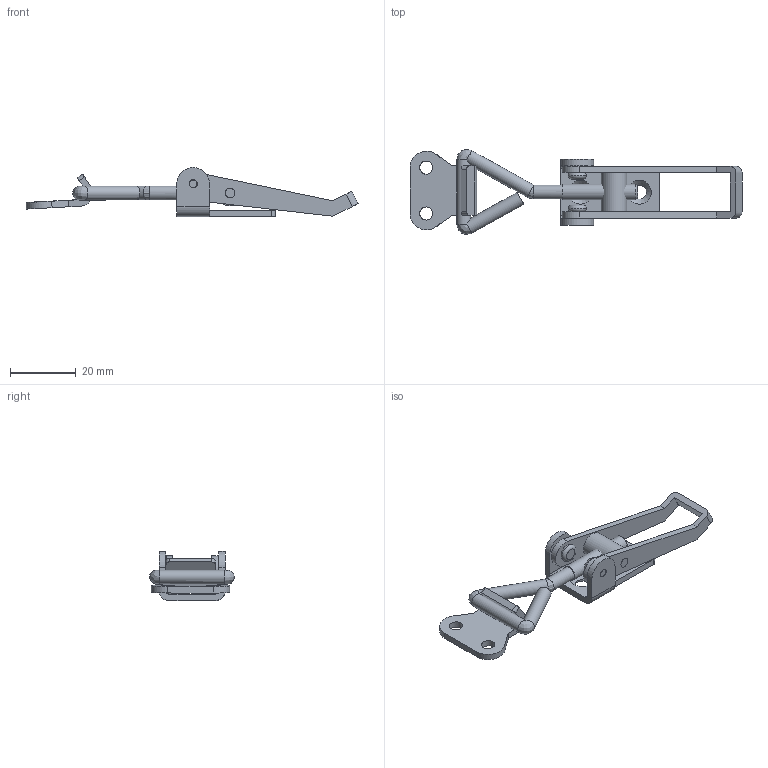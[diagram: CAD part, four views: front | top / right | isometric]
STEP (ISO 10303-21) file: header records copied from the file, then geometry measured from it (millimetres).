
FILE_DESCRIPTION(('STEP AP203'),'1');
FILE_NAME('340.00.131.step','2016-10-20T05:29:17',(' '),(' '),'Spatial InterOp 3D',' ',' ');
FILE_SCHEMA(('CONFIG_CONTROL_DESIGN'));
Length unit declared in the file: millimetre
Products named in the file (9): 1; 2; 3; 4; 5; 6; 7; 8; 9
Bounding box: 101.32 x 25.93 x 15 mm (x, y, z)
Volume: 5665.5 mm3; surface area: 6995.5 mm2
Topology: 9 solids, 9 shells, 106 faces, 250 edges, 161 vertices
Faces by surface type: plane 53, cylinder 43, torus 4, cone 3, bspline 3
Full cylindrical faces by diameter (mm): 2.3 x2, 2.5 x4, 3 x6, 4 x2, 4.2 x4, 4.3 x3, 4.8 x1, 7.8 x1
Entity records: 3427 total; most frequent: CARTESIAN_POINT 673, DIRECTION 526, ORIENTED_EDGE 412, AXIS2_PLACEMENT_3D 210, EDGE_CURVE 206, EDGE_LOOP 163, VERTEX_POINT 153, FACE_OUTER_BOUND 133
